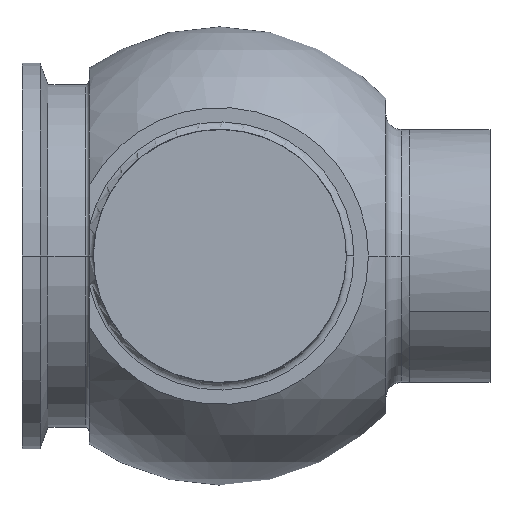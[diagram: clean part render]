
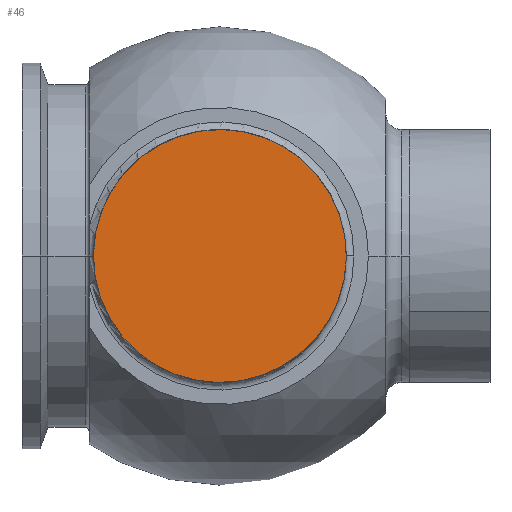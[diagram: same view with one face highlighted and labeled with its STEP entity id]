
A CAD part, left-side view. The second image highlights one B-rep face of the part: STEP entity #46.
In plain terms, the highlighted planar face has unit normal (-1, 0, 0).
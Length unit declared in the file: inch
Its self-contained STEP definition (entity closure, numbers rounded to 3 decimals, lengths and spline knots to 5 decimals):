
#27 = VERTEX_POINT ( 'NONE', #813 ) ;
#30 = FACE_OUTER_BOUND ( 'NONE', #673, .T. ) ;
#45 = VERTEX_POINT ( 'NONE', #327 ) ;
#46 = ADVANCED_FACE ( 'NONE', ( #30 ), #394, .T. ) ;
#64 = CIRCLE ( 'NONE', #113, 1. ) ;
#67 = DIRECTION ( 'NONE',  ( 0., 0., 1. ) ) ;
#89 = DIRECTION ( 'NONE',  ( -1., 0., 0. ) ) ;
#113 = AXIS2_PLACEMENT_3D ( 'NONE', #348, #405, #800 ) ;
#119 = AXIS2_PLACEMENT_3D ( 'NONE', #196, #451, #67 ) ;
#196 = CARTESIAN_POINT ( 'NONE',  ( -4.015, 0., 0. ) ) ;
#327 = CARTESIAN_POINT ( 'NONE',  ( -4.015, 0.77469, -0.63234 ) ) ;
#348 = CARTESIAN_POINT ( 'NONE',  ( -4.015, 0., 0. ) ) ;
#394 = PLANE ( 'NONE',  #119 ) ;
#405 = DIRECTION ( 'NONE',  ( -1., 0., 0. ) ) ;
#411 = CIRCLE ( 'NONE', #752, 1. ) ;
#451 = DIRECTION ( 'NONE',  ( -1., 0., 0. ) ) ;
#476 = CARTESIAN_POINT ( 'NONE',  ( -4.015, 0., 0. ) ) ;
#548 = DIRECTION ( 'NONE',  ( 0., 0., 1. ) ) ;
#640 = EDGE_CURVE ( 'NONE', #45, #27, #411, .T. ) ;
#649 = ORIENTED_EDGE ( 'NONE', *, *, #660, .T. ) ;
#660 = EDGE_CURVE ( 'NONE', #27, #45, #64, .T. ) ;
#673 = EDGE_LOOP ( 'NONE', ( #649, #788 ) ) ;
#752 = AXIS2_PLACEMENT_3D ( 'NONE', #476, #89, #548 ) ;
#788 = ORIENTED_EDGE ( 'NONE', *, *, #640, .T. ) ;
#800 = DIRECTION ( 'NONE',  ( 0., 0., 1. ) ) ;
#813 = CARTESIAN_POINT ( 'NONE',  ( -4.015, -0.77469, 0.63234 ) ) ;
